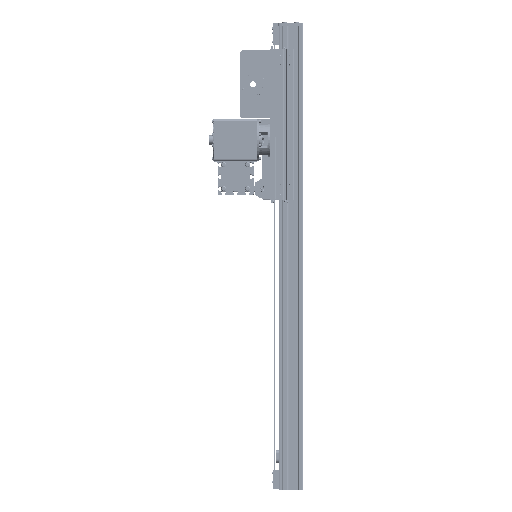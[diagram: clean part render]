
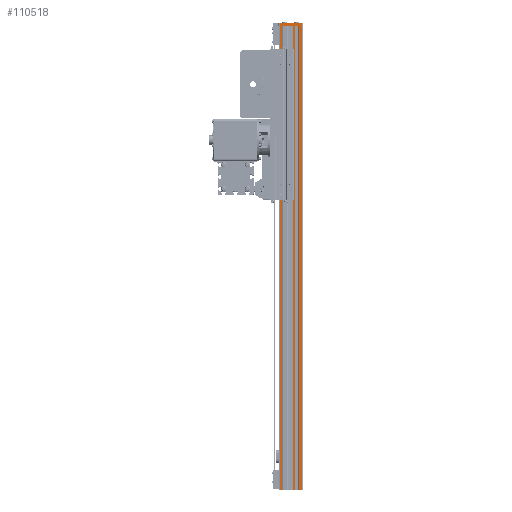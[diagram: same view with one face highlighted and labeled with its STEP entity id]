
A CAD part, top view. The second image highlights one B-rep face of the part: STEP entity #110518.
In plain terms, the highlighted face is planar.
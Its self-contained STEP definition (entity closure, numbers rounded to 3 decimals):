
#8058=PLANE('',#119404);
#16336=LINE('',#187282,#27448);
#16353=LINE('',#187351,#27465);
#16409=LINE('',#187562,#27521);
#16429=LINE('',#187644,#27541);
#16531=LINE('',#187899,#27643);
#16532=LINE('',#187902,#27644);
#16570=LINE('',#187985,#27682);
#16571=LINE('',#187988,#27683);
#16581=LINE('',#188015,#27693);
#16582=LINE('',#188018,#27694);
#16631=LINE('',#188149,#27743);
#16632=LINE('',#188152,#27744);
#16633=LINE('',#188153,#27745);
#16634=LINE('',#188154,#27746);
#16635=LINE('',#188155,#27747);
#16636=LINE('',#188156,#27748);
#27448=VECTOR('',#142302,10.);
#27465=VECTOR('',#142355,10.);
#27521=VECTOR('',#142527,10.);
#27541=VECTOR('',#142591,10.);
#27643=VECTOR('',#142853,10.);
#27644=VECTOR('',#142856,10.);
#27682=VECTOR('',#142942,10.);
#27683=VECTOR('',#142945,10.);
#27693=VECTOR('',#142975,10.);
#27694=VECTOR('',#142978,10.);
#27743=VECTOR('',#143125,10.);
#27744=VECTOR('',#143128,10.);
#27745=VECTOR('',#143129,10.);
#27746=VECTOR('',#143130,10.);
#27747=VECTOR('',#143131,10.);
#27748=VECTOR('',#143132,10.);
#36922=FACE_OUTER_BOUND('',#43188,.T.);
#43188=EDGE_LOOP('',(#95533,#95534,#95535,#95536,#95537,#95538,#95539,#95540,
#95541,#95542,#95543,#95544,#95545,#95546,#95547,#95548));
#55985=VERTEX_POINT('',#187279);
#55986=VERTEX_POINT('',#187281);
#56019=VERTEX_POINT('',#187348);
#56020=VERTEX_POINT('',#187350);
#56116=VERTEX_POINT('',#187559);
#56117=VERTEX_POINT('',#187561);
#56156=VERTEX_POINT('',#187642);
#56157=VERTEX_POINT('',#187643);
#56230=VERTEX_POINT('',#187897);
#56231=VERTEX_POINT('',#187901);
#56252=VERTEX_POINT('',#187983);
#56253=VERTEX_POINT('',#187987);
#56260=VERTEX_POINT('',#188013);
#56261=VERTEX_POINT('',#188017);
#56294=VERTEX_POINT('',#188147);
#56295=VERTEX_POINT('',#188151);
#69580=EDGE_CURVE('',#55986,#55985,#16336,.T.);
#69614=EDGE_CURVE('',#56020,#56019,#16353,.T.);
#69718=EDGE_CURVE('',#56116,#56117,#16409,.T.);
#69758=EDGE_CURVE('',#56156,#56157,#16429,.T.);
#69887=EDGE_CURVE('',#56230,#56116,#16531,.T.);
#69888=EDGE_CURVE('',#56157,#56231,#16532,.T.);
#69930=EDGE_CURVE('',#56156,#56252,#16570,.T.);
#69931=EDGE_CURVE('',#56020,#56253,#16571,.T.);
#69945=EDGE_CURVE('',#56019,#56260,#16581,.T.);
#69946=EDGE_CURVE('',#55986,#56261,#16582,.T.);
#70012=EDGE_CURVE('',#55985,#56294,#16631,.T.);
#70013=EDGE_CURVE('',#56295,#56294,#16632,.T.);
#70014=EDGE_CURVE('',#56295,#56117,#16633,.T.);
#70015=EDGE_CURVE('',#56231,#56230,#16634,.T.);
#70016=EDGE_CURVE('',#56253,#56252,#16635,.T.);
#70017=EDGE_CURVE('',#56261,#56260,#16636,.T.);
#95533=ORIENTED_EDGE('',*,*,#70012,.T.);
#95534=ORIENTED_EDGE('',*,*,#70013,.F.);
#95535=ORIENTED_EDGE('',*,*,#70014,.T.);
#95536=ORIENTED_EDGE('',*,*,#69718,.F.);
#95537=ORIENTED_EDGE('',*,*,#69887,.F.);
#95538=ORIENTED_EDGE('',*,*,#70015,.F.);
#95539=ORIENTED_EDGE('',*,*,#69888,.F.);
#95540=ORIENTED_EDGE('',*,*,#69758,.F.);
#95541=ORIENTED_EDGE('',*,*,#69930,.T.);
#95542=ORIENTED_EDGE('',*,*,#70016,.F.);
#95543=ORIENTED_EDGE('',*,*,#69931,.F.);
#95544=ORIENTED_EDGE('',*,*,#69614,.T.);
#95545=ORIENTED_EDGE('',*,*,#69945,.T.);
#95546=ORIENTED_EDGE('',*,*,#70017,.F.);
#95547=ORIENTED_EDGE('',*,*,#69946,.F.);
#95548=ORIENTED_EDGE('',*,*,#69580,.T.);
#110518=ADVANCED_FACE('',(#36922),#8058,.T.);
#119404=AXIS2_PLACEMENT_3D('',#188150,#143126,#143127);
#142302=DIRECTION('',(0.,-1.,0.));
#142355=DIRECTION('',(0.,-1.,0.));
#142527=DIRECTION('',(0.,-1.,0.));
#142591=DIRECTION('',(0.,1.,0.));
#142853=DIRECTION('',(0.,0.,1.));
#142856=DIRECTION('',(0.,0.,-1.));
#142942=DIRECTION('',(0.,0.,-1.));
#142945=DIRECTION('',(0.,0.,-1.));
#142975=DIRECTION('',(0.,0.,-1.));
#142978=DIRECTION('',(0.,0.,-1.));
#143125=DIRECTION('',(0.,0.,-1.));
#143126=DIRECTION('center_axis',(-1.,0.,0.));
#143127=DIRECTION('ref_axis',(0.,1.,0.));
#143128=DIRECTION('',(0.,1.,0.));
#143129=DIRECTION('',(0.,0.,1.));
#143130=DIRECTION('',(0.,1.,0.));
#143131=DIRECTION('',(0.,1.,0.));
#143132=DIRECTION('',(0.,1.,0.));
#187279=CARTESIAN_POINT('',(1586.943,-15.196,1000.));
#187281=CARTESIAN_POINT('',(1586.943,-2.596,1000.));
#187282=CARTESIAN_POINT('',(1586.943,56.104,1000.));
#187348=CARTESIAN_POINT('',(1586.943,4.104,1000.));
#187350=CARTESIAN_POINT('',(1586.943,23.104,1000.));
#187351=CARTESIAN_POINT('',(1586.943,56.104,1000.));
#187559=CARTESIAN_POINT('',(1586.943,56.104,1010.));
#187561=CARTESIAN_POINT('',(1586.943,-28.896,1010.));
#187562=CARTESIAN_POINT('',(1586.943,56.104,1010.));
#187642=CARTESIAN_POINT('',(1586.943,26.104,1000.));
#187643=CARTESIAN_POINT('',(1586.943,46.104,1000.));
#187644=CARTESIAN_POINT('',(1586.943,34.854,1000.));
#187897=CARTESIAN_POINT('',(1586.943,56.104,-746.));
#187899=CARTESIAN_POINT('',(1586.943,56.104,1000.));
#187901=CARTESIAN_POINT('',(1586.943,46.104,-746.));
#187902=CARTESIAN_POINT('',(1586.943,46.104,1000.));
#187983=CARTESIAN_POINT('',(1586.943,26.104,-746.));
#187985=CARTESIAN_POINT('',(1586.943,26.104,1000.));
#187987=CARTESIAN_POINT('',(1586.943,23.104,-746.));
#187988=CARTESIAN_POINT('',(1586.943,23.104,1000.));
#188013=CARTESIAN_POINT('',(1586.943,4.104,-746.));
#188015=CARTESIAN_POINT('',(1586.943,4.104,1000.));
#188017=CARTESIAN_POINT('',(1586.943,-2.596,-746.));
#188018=CARTESIAN_POINT('',(1586.943,-2.596,1000.));
#188147=CARTESIAN_POINT('',(1586.943,-15.196,-746.));
#188149=CARTESIAN_POINT('',(1586.943,-15.196,1000.));
#188150=CARTESIAN_POINT('Origin',(1586.943,-28.896,1000.));
#188151=CARTESIAN_POINT('',(1586.943,-28.896,-746.));
#188152=CARTESIAN_POINT('',(1586.943,-15.196,-746.));
#188153=CARTESIAN_POINT('',(1586.943,-28.896,1000.));
#188154=CARTESIAN_POINT('',(1586.943,56.104,-746.));
#188155=CARTESIAN_POINT('',(1586.943,29.804,-746.));
#188156=CARTESIAN_POINT('',(1586.943,4.104,-746.));
